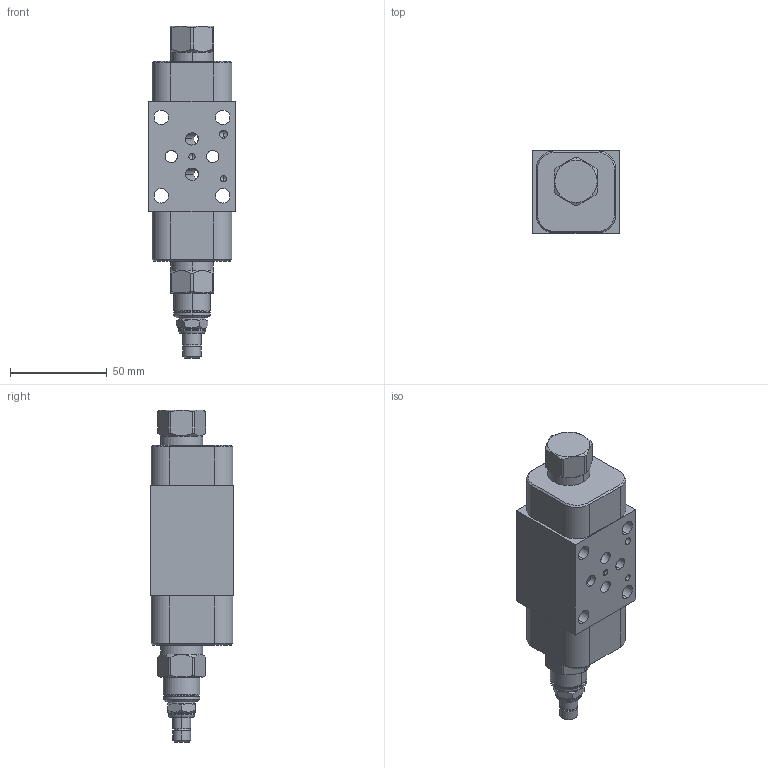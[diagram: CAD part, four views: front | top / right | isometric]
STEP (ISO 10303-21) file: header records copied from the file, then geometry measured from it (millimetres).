
FILE_DESCRIPTION((''),'2;1');
FILE_NAME('MANIFOLD_STP1_ASM','2009-01-27T',('Administrator'),(''),'PRO/ENGINEER BY PARAMETRIC TECHNOLOGY CORPORATION, 2006240','PRO/ENGINEER BY PARAMETRIC TECHNOLOGY CORPORATION, 2006240','');
FILE_SCHEMA(('CONFIG_CONTROL_DESIGN'));
Length unit declared in the file: inch
Products named in the file (3): 150288G_PRT; RPECLAN-FB2-S_CART_PRT; MANIFOLD_STP1_ASM
Assembly tree (2 placements, depth 2):
  MANIFOLD_STP1_ASM
    150288G_PRT
    RPECLAN-FB2-S_CART_PRT
Bounding box: 44.45 x 43.18 x 171.55 mm (x, y, z)
Surface area: 49326.9 mm2 (no closed solid volume)
Topology: 0 solids, 14 shells, 388 faces, 953 edges, 590 vertices
Faces by surface type: cylinder 158, cone 92, plane 81, torus 51, sphere 6
Entity records: 12158 total; most frequent: CARTESIAN_POINT 2736, DIRECTION 2124, ORIENTED_EDGE 1840, EDGE_CURVE 933, AXIS2_PLACEMENT_3D 894, VERTEX_POINT 590, CIRCLE 501, EDGE_LOOP 449
